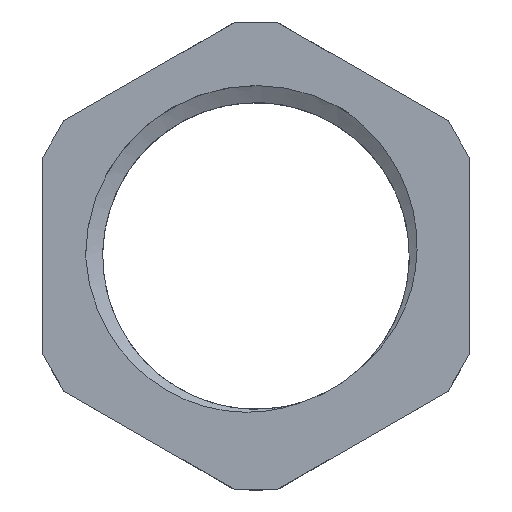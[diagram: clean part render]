
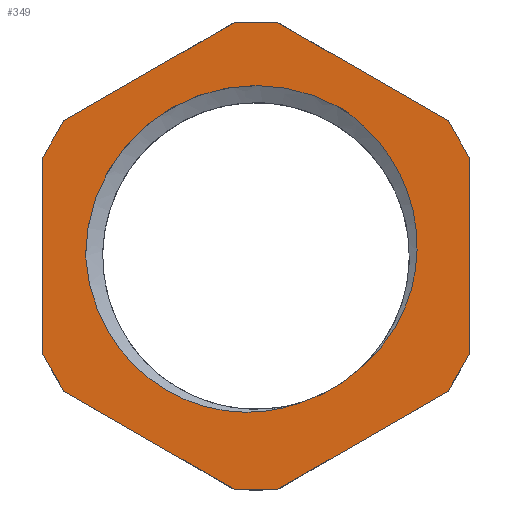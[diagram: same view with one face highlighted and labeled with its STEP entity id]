
A CAD part, top view. The second image highlights one B-rep face of the part: STEP entity #349.
In plain terms, the highlighted planar face has unit normal (0, 0, 1).
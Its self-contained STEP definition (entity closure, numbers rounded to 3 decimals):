
#17=FACE_BOUND('',#140,.T.);
#25=LINE('',#974,#49);
#28=LINE('',#984,#52);
#30=LINE('',#990,#54);
#32=LINE('',#998,#56);
#34=LINE('',#1004,#58);
#36=LINE('',#1012,#60);
#38=LINE('',#1018,#62);
#40=LINE('',#1027,#64);
#43=LINE('',#1036,#67);
#44=LINE('',#1041,#68);
#47=LINE('',#1050,#71);
#48=LINE('',#1053,#72);
#49=VECTOR('',#402,10.);
#52=VECTOR('',#407,10.);
#54=VECTOR('',#413,10.);
#56=VECTOR('',#417,10.);
#58=VECTOR('',#423,10.);
#60=VECTOR('',#427,10.);
#62=VECTOR('',#433,10.);
#64=VECTOR('',#437,10.);
#67=VECTOR('',#442,10.);
#68=VECTOR('',#447,10.);
#71=VECTOR('',#452,10.);
#72=VECTOR('',#457,10.);
#86=PLANE('',#385);
#88=CIRCLE('',#360,6.839);
#89=CIRCLE('',#362,7.6);
#118=FACE_OUTER_BOUND('',#139,.T.);
#139=EDGE_LOOP('',(#313,#314,#315,#316,#317,#318,#319,#320,#321,#322,#323,
#324));
#140=EDGE_LOOP('',(#325,#326,#327,#328));
#143=B_SPLINE_CURVE_WITH_KNOTS('',3,(#648,#649,#650,#651,#652,#653,#654,
#655,#656,#657,#658,#659,#660),.UNSPECIFIED.,.F.,.F.,(4,3,3,3,4),(-1.353,
-1.06,-0.716,-0.363,0.),
 .UNSPECIFIED.);
#148=B_SPLINE_CURVE_WITH_KNOTS('',3,(#955,#956,#957,#958,#959,#960,#961,
#962,#963,#964,#965,#966,#967),.UNSPECIFIED.,.F.,.F.,(4,3,3,3,4),(-1.35,
-1.033,-0.68,-0.335,0.),
 .UNSPECIFIED.);
#151=VERTEX_POINT('',#616);
#152=VERTEX_POINT('',#647);
#154=VERTEX_POINT('',#694);
#156=VERTEX_POINT('',#872);
#157=VERTEX_POINT('',#972);
#158=VERTEX_POINT('',#973);
#161=VERTEX_POINT('',#983);
#163=VERTEX_POINT('',#989);
#165=VERTEX_POINT('',#997);
#167=VERTEX_POINT('',#1003);
#169=VERTEX_POINT('',#1011);
#171=VERTEX_POINT('',#1017);
#173=VERTEX_POINT('',#1025);
#174=VERTEX_POINT('',#1026);
#177=VERTEX_POINT('',#1039);
#178=VERTEX_POINT('',#1040);
#184=EDGE_CURVE('',#151,#152,#143,.T.);
#188=EDGE_CURVE('',#154,#151,#88,.T.);
#191=EDGE_CURVE('',#156,#154,#148,.T.);
#192=EDGE_CURVE('',#156,#152,#89,.T.);
#194=EDGE_CURVE('',#157,#158,#25,.T.);
#198=EDGE_CURVE('',#158,#161,#28,.T.);
#201=EDGE_CURVE('',#161,#163,#30,.T.);
#204=EDGE_CURVE('',#163,#165,#32,.T.);
#207=EDGE_CURVE('',#165,#167,#34,.T.);
#210=EDGE_CURVE('',#167,#169,#36,.T.);
#213=EDGE_CURVE('',#169,#171,#38,.T.);
#216=EDGE_CURVE('',#173,#174,#40,.T.);
#220=EDGE_CURVE('',#174,#157,#43,.T.);
#222=EDGE_CURVE('',#177,#178,#44,.T.);
#226=EDGE_CURVE('',#171,#177,#47,.T.);
#228=EDGE_CURVE('',#178,#173,#48,.T.);
#313=ORIENTED_EDGE('',*,*,#226,.T.);
#314=ORIENTED_EDGE('',*,*,#222,.T.);
#315=ORIENTED_EDGE('',*,*,#228,.T.);
#316=ORIENTED_EDGE('',*,*,#216,.T.);
#317=ORIENTED_EDGE('',*,*,#220,.T.);
#318=ORIENTED_EDGE('',*,*,#194,.T.);
#319=ORIENTED_EDGE('',*,*,#198,.T.);
#320=ORIENTED_EDGE('',*,*,#201,.T.);
#321=ORIENTED_EDGE('',*,*,#204,.T.);
#322=ORIENTED_EDGE('',*,*,#207,.T.);
#323=ORIENTED_EDGE('',*,*,#210,.T.);
#324=ORIENTED_EDGE('',*,*,#213,.T.);
#325=ORIENTED_EDGE('',*,*,#192,.T.);
#326=ORIENTED_EDGE('',*,*,#184,.F.);
#327=ORIENTED_EDGE('',*,*,#188,.F.);
#328=ORIENTED_EDGE('',*,*,#191,.F.);
#349=ADVANCED_FACE('',(#118,#17),#86,.T.);
#360=AXIS2_PLACEMENT_3D('',#725,#392,#393);
#362=AXIS2_PLACEMENT_3D('',#969,#396,#397);
#385=AXIS2_PLACEMENT_3D('',#1059,#466,#467);
#392=DIRECTION('center_axis',(0.,0.,1.));
#393=DIRECTION('ref_axis',(-1.,0.,0.));
#396=DIRECTION('center_axis',(0.,0.,-1.));
#397=DIRECTION('ref_axis',(-1.,0.,0.));
#402=DIRECTION('',(0.866,0.5,0.));
#407=DIRECTION('',(0.5,0.866,0.));
#413=DIRECTION('',(0.,1.,0.));
#417=DIRECTION('',(-0.5,0.866,0.));
#423=DIRECTION('',(-0.866,0.5,0.));
#427=DIRECTION('',(-1.,0.,0.));
#433=DIRECTION('',(-0.866,-0.5,0.));
#437=DIRECTION('',(0.866,-0.5,0.));
#442=DIRECTION('',(1.,0.,0.));
#447=DIRECTION('',(0.,-1.,0.));
#452=DIRECTION('',(-0.5,-0.866,0.));
#457=DIRECTION('',(0.5,-0.866,0.));
#466=DIRECTION('center_axis',(0.,0.,1.));
#467=DIRECTION('ref_axis',(1.,0.,0.));
#616=CARTESIAN_POINT('',(4.682,-4.985,3.));
#647=CARTESIAN_POINT('',(3.8,6.582,3.));
#648=CARTESIAN_POINT('Ctrl Pts',(4.682,-4.986,3.));
#649=CARTESIAN_POINT('Ctrl Pts',(5.431,-4.361,3.));
#650=CARTESIAN_POINT('Ctrl Pts',(6.042,-3.578,3.));
#651=CARTESIAN_POINT('Ctrl Pts',(6.469,-2.703,3.));
#652=CARTESIAN_POINT('Ctrl Pts',(6.97,-1.677,3.));
#653=CARTESIAN_POINT('Ctrl Pts',(7.214,-0.526,3.));
#654=CARTESIAN_POINT('Ctrl Pts',(7.182,0.613,3.));
#655=CARTESIAN_POINT('Ctrl Pts',(7.148,1.784,3.));
#656=CARTESIAN_POINT('Ctrl Pts',(6.823,2.949,3.));
#657=CARTESIAN_POINT('Ctrl Pts',(6.249,3.972,3.));
#658=CARTESIAN_POINT('Ctrl Pts',(5.66,5.021,3.));
#659=CARTESIAN_POINT('Ctrl Pts',(4.813,5.922,3.));
#660=CARTESIAN_POINT('Ctrl Pts',(3.8,6.582,3.));
#694=CARTESIAN_POINT('',(1.977,-6.547,3.));
#725=CARTESIAN_POINT('Origin',(0.,0.,3.));
#872=CARTESIAN_POINT('',(-7.6,0.,3.));
#955=CARTESIAN_POINT('Ctrl Pts',(-7.6,0.,
3.));
#956=CARTESIAN_POINT('Ctrl Pts',(-7.543,-1.057,3.));
#957=CARTESIAN_POINT('Ctrl Pts',(-7.264,-2.098,3.));
#958=CARTESIAN_POINT('Ctrl Pts',(-6.78,-3.036,3.));
#959=CARTESIAN_POINT('Ctrl Pts',(-6.241,-4.083,3.));
#960=CARTESIAN_POINT('Ctrl Pts',(-5.446,-4.999,3.));
#961=CARTESIAN_POINT('Ctrl Pts',(-4.484,-5.674,3.));
#962=CARTESIAN_POINT('Ctrl Pts',(-3.548,-6.332,3.));
#963=CARTESIAN_POINT('Ctrl Pts',(-2.449,-6.764,3.));
#964=CARTESIAN_POINT('Ctrl Pts',(-1.314,-6.912,3.));
#965=CARTESIAN_POINT('Ctrl Pts',(-0.209,-7.056,3.));
#966=CARTESIAN_POINT('Ctrl Pts',(0.928,-6.933,3.));
#967=CARTESIAN_POINT('Ctrl Pts',(1.977,-6.547,3.));
#969=CARTESIAN_POINT('Origin',(0.,0.,3.));
#972=CARTESIAN_POINT('',(0.934,-10.432,3.));
#973=CARTESIAN_POINT('',(8.568,-6.025,3.));
#974=CARTESIAN_POINT('',(8.92,-5.821,3.));
#983=CARTESIAN_POINT('',(9.501,-4.407,3.));
#984=CARTESIAN_POINT('',(9.268,-4.812,3.));
#989=CARTESIAN_POINT('',(9.501,4.407,3.));
#990=CARTESIAN_POINT('',(9.501,-0.407,3.));
#997=CARTESIAN_POINT('',(8.568,6.025,3.));
#998=CARTESIAN_POINT('',(11.062,1.704,3.));
#1003=CARTESIAN_POINT('',(0.934,10.432,3.));
#1004=CARTESIAN_POINT('',(7.365,6.719,3.));
#1011=CARTESIAN_POINT('',(-0.934,10.432,3.));
#1012=CARTESIAN_POINT('',(4.055,10.432,3.));
#1017=CARTESIAN_POINT('',(-8.568,6.025,3.));
#1018=CARTESIAN_POINT('',(-4.398,8.432,3.));
#1025=CARTESIAN_POINT('',(-8.568,-6.025,3.));
#1026=CARTESIAN_POINT('',(-0.934,-10.432,3.));
#1027=CARTESIAN_POINT('',(1.68,-11.941,3.));
#1036=CARTESIAN_POINT('',(4.989,-10.432,3.));
#1039=CARTESIAN_POINT('',(-9.501,4.407,3.));
#1040=CARTESIAN_POINT('',(-9.501,-4.407,3.));
#1041=CARTESIAN_POINT('',(-9.501,-4.815,3.));
#1050=CARTESIAN_POINT('',(-9.268,4.812,3.));
#1053=CARTESIAN_POINT('',(-6.54,-9.537,3.));
#1059=CARTESIAN_POINT('Origin',(9.045,-5.222,3.));
